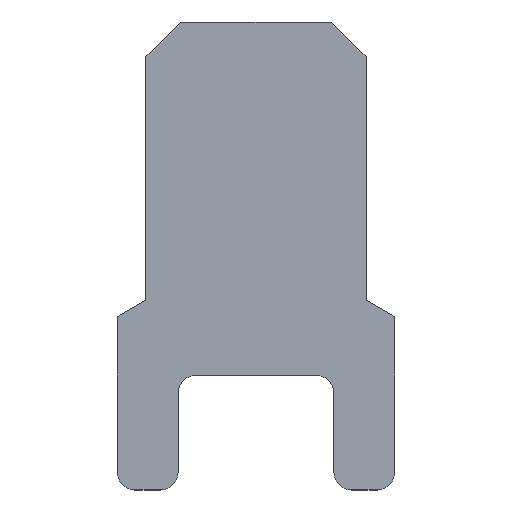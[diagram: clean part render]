
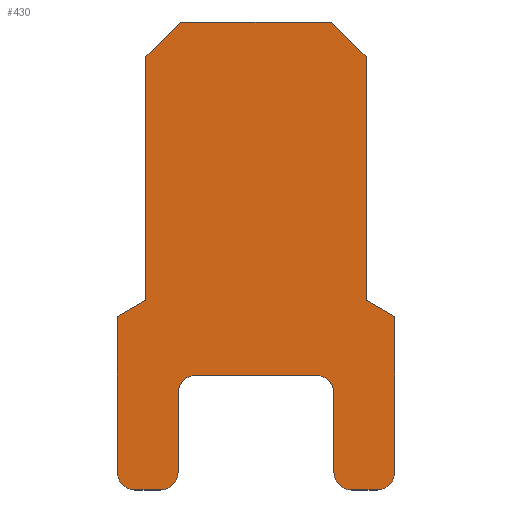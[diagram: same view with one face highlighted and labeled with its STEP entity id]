
A CAD part, top view. The second image highlights one B-rep face of the part: STEP entity #430.
In plain terms, the highlighted planar face has unit normal (0, 0, 1).
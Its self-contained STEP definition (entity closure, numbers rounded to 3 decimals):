
#42=FACE_OUTER_BOUND('',#64,.T.);
#64=EDGE_LOOP('',(#373,#374,#375,#376,#377,#378,#379,#380,#381,#382,#383,
#384,#385,#386,#387,#388,#389,#390,#391,#392));
#71=CIRCLE('',#465,0.5);
#72=CIRCLE('',#468,0.5);
#73=CIRCLE('',#471,0.5);
#74=CIRCLE('',#474,0.5);
#75=CIRCLE('',#477,0.5);
#76=CIRCLE('',#480,0.5);
#92=LINE('',#649,#140);
#94=LINE('',#653,#142);
#96=LINE('',#657,#144);
#98=LINE('',#661,#146);
#100=LINE('',#665,#148);
#102=LINE('',#669,#150);
#105=LINE('',#677,#153);
#108=LINE('',#685,#156);
#111=LINE('',#693,#159);
#114=LINE('',#701,#162);
#117=LINE('',#709,#165);
#120=LINE('',#717,#168);
#122=LINE('',#721,#170);
#124=LINE('',#724,#172);
#140=VECTOR('',#518,10.);
#142=VECTOR('',#522,10.);
#144=VECTOR('',#526,10.);
#146=VECTOR('',#530,10.);
#148=VECTOR('',#534,10.);
#150=VECTOR('',#538,10.);
#153=VECTOR('',#547,10.);
#156=VECTOR('',#556,10.);
#159=VECTOR('',#565,10.);
#162=VECTOR('',#574,10.);
#165=VECTOR('',#583,10.);
#168=VECTOR('',#592,10.);
#170=VECTOR('',#596,10.);
#172=VECTOR('',#600,10.);
#193=VERTEX_POINT('',#646);
#194=VERTEX_POINT('',#648);
#195=VERTEX_POINT('',#652);
#196=VERTEX_POINT('',#656);
#197=VERTEX_POINT('',#660);
#198=VERTEX_POINT('',#664);
#199=VERTEX_POINT('',#668);
#200=VERTEX_POINT('',#672);
#201=VERTEX_POINT('',#676);
#202=VERTEX_POINT('',#680);
#203=VERTEX_POINT('',#684);
#204=VERTEX_POINT('',#688);
#205=VERTEX_POINT('',#692);
#206=VERTEX_POINT('',#696);
#207=VERTEX_POINT('',#700);
#208=VERTEX_POINT('',#704);
#209=VERTEX_POINT('',#708);
#210=VERTEX_POINT('',#712);
#211=VERTEX_POINT('',#716);
#212=VERTEX_POINT('',#720);
#234=EDGE_CURVE('',#194,#193,#92,.T.);
#236=EDGE_CURVE('',#195,#194,#94,.T.);
#238=EDGE_CURVE('',#196,#195,#96,.T.);
#240=EDGE_CURVE('',#197,#196,#98,.T.);
#242=EDGE_CURVE('',#198,#197,#100,.T.);
#244=EDGE_CURVE('',#199,#198,#102,.T.);
#246=EDGE_CURVE('',#200,#199,#71,.T.);
#248=EDGE_CURVE('',#201,#200,#105,.T.);
#250=EDGE_CURVE('',#202,#201,#72,.T.);
#252=EDGE_CURVE('',#203,#202,#108,.T.);
#254=EDGE_CURVE('',#204,#203,#73,.T.);
#256=EDGE_CURVE('',#205,#204,#111,.T.);
#258=EDGE_CURVE('',#206,#205,#74,.T.);
#260=EDGE_CURVE('',#207,#206,#114,.T.);
#262=EDGE_CURVE('',#208,#207,#75,.T.);
#264=EDGE_CURVE('',#209,#208,#117,.T.);
#266=EDGE_CURVE('',#210,#209,#76,.T.);
#268=EDGE_CURVE('',#211,#210,#120,.T.);
#270=EDGE_CURVE('',#212,#211,#122,.T.);
#272=EDGE_CURVE('',#193,#212,#124,.T.);
#373=ORIENTED_EDGE('',*,*,#272,.T.);
#374=ORIENTED_EDGE('',*,*,#270,.T.);
#375=ORIENTED_EDGE('',*,*,#268,.T.);
#376=ORIENTED_EDGE('',*,*,#266,.T.);
#377=ORIENTED_EDGE('',*,*,#264,.T.);
#378=ORIENTED_EDGE('',*,*,#262,.T.);
#379=ORIENTED_EDGE('',*,*,#260,.T.);
#380=ORIENTED_EDGE('',*,*,#258,.T.);
#381=ORIENTED_EDGE('',*,*,#256,.T.);
#382=ORIENTED_EDGE('',*,*,#254,.T.);
#383=ORIENTED_EDGE('',*,*,#252,.T.);
#384=ORIENTED_EDGE('',*,*,#250,.T.);
#385=ORIENTED_EDGE('',*,*,#248,.T.);
#386=ORIENTED_EDGE('',*,*,#246,.T.);
#387=ORIENTED_EDGE('',*,*,#244,.T.);
#388=ORIENTED_EDGE('',*,*,#242,.T.);
#389=ORIENTED_EDGE('',*,*,#240,.T.);
#390=ORIENTED_EDGE('',*,*,#238,.T.);
#391=ORIENTED_EDGE('',*,*,#236,.T.);
#392=ORIENTED_EDGE('',*,*,#234,.T.);
#408=PLANE('',#484);
#430=ADVANCED_FACE('',(#42),#408,.T.);
#465=AXIS2_PLACEMENT_3D('',#673,#542,#543);
#468=AXIS2_PLACEMENT_3D('',#681,#551,#552);
#471=AXIS2_PLACEMENT_3D('',#689,#560,#561);
#474=AXIS2_PLACEMENT_3D('',#697,#569,#570);
#477=AXIS2_PLACEMENT_3D('',#705,#578,#579);
#480=AXIS2_PLACEMENT_3D('',#713,#587,#588);
#484=AXIS2_PLACEMENT_3D('',#725,#601,#602);
#518=DIRECTION('',(-0.707,-0.707,0.));
#522=DIRECTION('',(-1.,0.,0.));
#526=DIRECTION('',(-0.707,0.707,0.));
#530=DIRECTION('',(0.,1.,0.));
#534=DIRECTION('',(-0.866,0.5,0.));
#538=DIRECTION('',(0.,1.,0.));
#542=DIRECTION('center_axis',(0.,0.,1.));
#543=DIRECTION('ref_axis',(0.,1.,0.));
#547=DIRECTION('',(1.,0.,0.));
#551=DIRECTION('center_axis',(0.,0.,1.));
#552=DIRECTION('ref_axis',(1.,0.,0.));
#556=DIRECTION('',(0.,-1.,0.));
#560=DIRECTION('center_axis',(0.,0.,-1.));
#561=DIRECTION('ref_axis',(1.,0.,0.));
#565=DIRECTION('',(1.,0.,0.));
#569=DIRECTION('center_axis',(0.,0.,-1.));
#570=DIRECTION('ref_axis',(0.,1.,0.));
#574=DIRECTION('',(0.,1.,0.));
#578=DIRECTION('center_axis',(0.,0.,1.));
#579=DIRECTION('ref_axis',(0.,1.,0.));
#583=DIRECTION('',(1.,0.,0.));
#587=DIRECTION('center_axis',(0.,0.,1.));
#588=DIRECTION('ref_axis',(1.,0.,0.));
#592=DIRECTION('',(0.,-1.,0.));
#596=DIRECTION('',(-0.866,-0.5,0.));
#600=DIRECTION('',(0.,-1.,0.));
#601=DIRECTION('center_axis',(0.,0.,1.));
#602=DIRECTION('ref_axis',(1.,0.,0.));
#646=CARTESIAN_POINT('',(-3.175,9.2,0.4));
#648=CARTESIAN_POINT('',(-2.175,10.2,0.4));
#649=CARTESIAN_POINT('',(-3.175,9.2,0.4));
#652=CARTESIAN_POINT('',(2.175,10.2,0.4));
#653=CARTESIAN_POINT('',(-2.175,10.2,0.4));
#656=CARTESIAN_POINT('',(3.175,9.2,0.4));
#657=CARTESIAN_POINT('',(2.175,10.2,0.4));
#660=CARTESIAN_POINT('',(3.175,2.176,0.4));
#661=CARTESIAN_POINT('',(3.175,9.2,0.4));
#664=CARTESIAN_POINT('',(4.,1.7,0.4));
#665=CARTESIAN_POINT('',(3.175,2.176,0.4));
#668=CARTESIAN_POINT('',(4.,-2.8,0.4));
#669=CARTESIAN_POINT('',(4.,1.7,0.4));
#672=CARTESIAN_POINT('',(3.5,-3.3,0.4));
#673=CARTESIAN_POINT('Origin',(3.5,-2.8,0.4));
#676=CARTESIAN_POINT('',(2.75,-3.3,0.4));
#677=CARTESIAN_POINT('',(3.5,-3.3,0.4));
#680=CARTESIAN_POINT('',(2.25,-2.8,0.4));
#681=CARTESIAN_POINT('Origin',(2.75,-2.8,0.4));
#684=CARTESIAN_POINT('',(2.25,-0.5,0.4));
#685=CARTESIAN_POINT('',(2.25,-2.8,0.4));
#688=CARTESIAN_POINT('',(1.75,0.,0.4));
#689=CARTESIAN_POINT('Origin',(1.75,-0.5,0.4));
#692=CARTESIAN_POINT('',(-1.75,0.,0.4));
#693=CARTESIAN_POINT('',(1.75,0.,0.4));
#696=CARTESIAN_POINT('',(-2.25,-0.5,0.4));
#697=CARTESIAN_POINT('Origin',(-1.75,-0.5,0.4));
#700=CARTESIAN_POINT('',(-2.25,-2.8,0.4));
#701=CARTESIAN_POINT('',(-2.25,-0.5,0.4));
#704=CARTESIAN_POINT('',(-2.75,-3.3,0.4));
#705=CARTESIAN_POINT('Origin',(-2.75,-2.8,0.4));
#708=CARTESIAN_POINT('',(-3.5,-3.3,0.4));
#709=CARTESIAN_POINT('',(-2.75,-3.3,0.4));
#712=CARTESIAN_POINT('',(-4.,-2.8,0.4));
#713=CARTESIAN_POINT('Origin',(-3.5,-2.8,0.4));
#716=CARTESIAN_POINT('',(-4.,1.7,0.4));
#717=CARTESIAN_POINT('',(-4.,-2.8,0.4));
#720=CARTESIAN_POINT('',(-3.175,2.176,0.4));
#721=CARTESIAN_POINT('',(-4.,1.7,0.4));
#724=CARTESIAN_POINT('',(-3.175,2.176,0.4));
#725=CARTESIAN_POINT('Origin',(0.,2.88,0.4));
